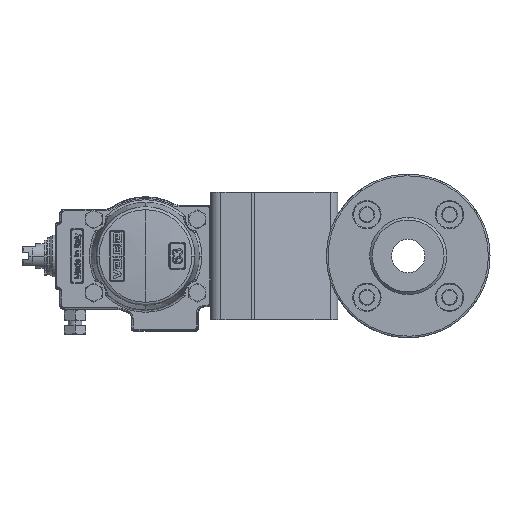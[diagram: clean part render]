
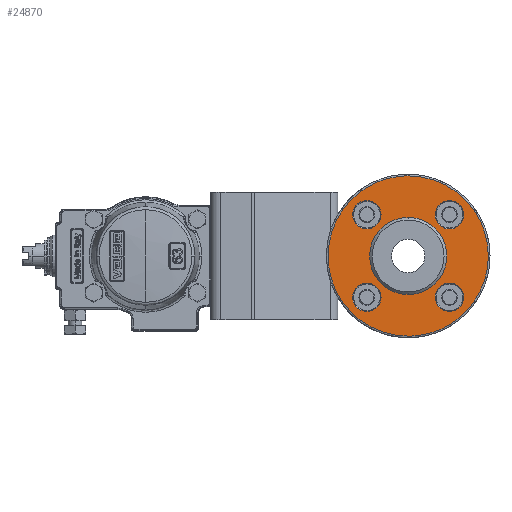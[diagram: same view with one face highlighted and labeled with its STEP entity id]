
A CAD part, left-side view. The second image highlights one B-rep face of the part: STEP entity #24870.
In plain terms, the highlighted planar face has unit normal (-1, 0, 0).
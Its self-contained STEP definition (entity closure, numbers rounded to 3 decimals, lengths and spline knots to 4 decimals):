
#700 = CARTESIAN_POINT ( 'NONE',  ( -2.3976, 3.7795, -1.8898 ) ) ;
#1123 = CARTESIAN_POINT ( 'NONE',  ( -2.3976, -0.9744, 0.9744 ) ) ;
#1732 = CARTESIAN_POINT ( 'NONE',  ( -2.3976, -0.9744, 1.309 ) ) ;
#1844 = CIRCLE ( 'NONE', #69265, 0.3346 ) ;
#2424 = ORIENTED_EDGE ( 'NONE', *, *, #109479, .F. ) ;
#3264 = DIRECTION ( 'NONE',  ( 0., 0., 1. ) ) ;
#4054 = DIRECTION ( 'NONE',  ( -1., 0., 0. ) ) ;
#5602 = DIRECTION ( 'NONE',  ( 0., 0., 1. ) ) ;
#5906 = AXIS2_PLACEMENT_3D ( 'NONE', #21275, #84475, #30353 ) ;
#7230 = DIRECTION ( 'NONE',  ( 0., 0., -1. ) ) ;
#7800 = EDGE_LOOP ( 'NONE', ( #2424, #99620 ) ) ;
#10002 = EDGE_CURVE ( 'NONE', #18124, #18873, #91556, .T. ) ;
#10218 = DIRECTION ( 'NONE',  ( 0., 0., 1. ) ) ;
#10654 = VERTEX_POINT ( 'NONE', #1732 ) ;
#11100 = CARTESIAN_POINT ( 'NONE',  ( -2.3976, 0., -1.8898 ) ) ;
#11531 = CARTESIAN_POINT ( 'NONE',  ( -2.3976, 0., 0. ) ) ;
#12522 = DIRECTION ( 'NONE',  ( 1., 0., 0. ) ) ;
#14490 = EDGE_CURVE ( 'NONE', #71507, #86035, #44533, .T. ) ;
#16349 = CIRCLE ( 'NONE', #33303, 0.3346 ) ;
#18124 = VERTEX_POINT ( 'NONE', #98895 ) ;
#18873 = VERTEX_POINT ( 'NONE', #73717 ) ;
#20320 = EDGE_CURVE ( 'NONE', #50378, #71918, #32335, .T. ) ;
#20608 = DIRECTION ( 'NONE',  ( 0., 0., -1. ) ) ;
#21275 = CARTESIAN_POINT ( 'NONE',  ( -2.3976, 0.9744, 0.9744 ) ) ;
#23406 = VERTEX_POINT ( 'NONE', #63500 ) ;
#24870 = ADVANCED_FACE ( 'NONE', ( #35985, #62864, #81248, #57239, #33140, #105261 ), #66645, .F. ) ;
#25010 = EDGE_LOOP ( 'NONE', ( #44150, #41650 ) ) ;
#26208 = AXIS2_PLACEMENT_3D ( 'NONE', #107727, #53654, #116738 ) ;
#26660 = CARTESIAN_POINT ( 'NONE',  ( -2.3976, 0.9744, -1.309 ) ) ;
#27524 = CARTESIAN_POINT ( 'NONE',  ( -2.3976, 0.9744, 0.9744 ) ) ;
#27935 = CARTESIAN_POINT ( 'NONE',  ( -2.3976, 0., -1.8898 ) ) ;
#28055 = CARTESIAN_POINT ( 'NONE',  ( -2.3976, 0.9744, -0.6397 ) ) ;
#28820 = EDGE_CURVE ( 'NONE', #55778, #42955, #108999, .T. ) ;
#30117 = DIRECTION ( 'NONE',  ( -1., 0., 0. ) ) ;
#30353 = DIRECTION ( 'NONE',  ( 0., 0., 1. ) ) ;
#30373 = CARTESIAN_POINT ( 'NONE',  ( -2.3976, -3.7795, -1.8898 ) ) ;
#31007 = CIRCLE ( 'NONE', #26208, 0.3346 ) ;
#32292 = ORIENTED_EDGE ( 'NONE', *, *, #48821, .F. ) ;
#32335 = CIRCLE ( 'NONE', #99159, 0.3346 ) ;
#33140 = FACE_BOUND ( 'NONE', #64279, .T. ) ;
#33303 = AXIS2_PLACEMENT_3D ( 'NONE', #27524, #90759, #36610 ) ;
#35985 = FACE_BOUND ( 'NONE', #25010, .T. ) ;
#36610 = DIRECTION ( 'NONE',  ( 0., 0., 1. ) ) ;
#37018 = CARTESIAN_POINT ( 'NONE',  ( -2.3976, 3.7795, 1.8898 ) ) ;
#37891 = ORIENTED_EDGE ( 'NONE', *, *, #14490, .F. ) ;
#39047 = CARTESIAN_POINT ( 'NONE',  ( -2.3976, -3.7795, 1.8898 ) ) ;
#39162 =( BOUNDED_CURVE ( )  B_SPLINE_CURVE ( 3, ( #75424, #39047, #30373, #93594 ),
 .UNSPECIFIED., .F., .F. ) 
 B_SPLINE_CURVE_WITH_KNOTS ( ( 4, 4 ),
 ( 0., 1. ),
 .UNSPECIFIED. ) 
 CURVE ( )  GEOMETRIC_REPRESENTATION_ITEM ( )  RATIONAL_B_SPLINE_CURVE ( ( 0.957, 0.319, 0.319, 0.957 ) ) 
 REPRESENTATION_ITEM ( '' )  );
#40424 = EDGE_LOOP ( 'NONE', ( #37891, #77458 ) ) ;
#41650 = ORIENTED_EDGE ( 'NONE', *, *, #44725, .F. ) ;
#42955 = VERTEX_POINT ( 'NONE', #86279 ) ;
#44150 = ORIENTED_EDGE ( 'NONE', *, *, #10002, .F. ) ;
#44533 = CIRCLE ( 'NONE', #98822, 0.3346 ) ;
#44725 = EDGE_CURVE ( 'NONE', #18873, #18124, #93183, .T. ) ;
#45890 = ORIENTED_EDGE ( 'NONE', *, *, #28820, .F. ) ;
#47880 = AXIS2_PLACEMENT_3D ( 'NONE', #58175, #4054, #67217 ) ;
#48478 = CARTESIAN_POINT ( 'NONE',  ( -2.3976, 0.9744, 1.309 ) ) ;
#48821 = EDGE_CURVE ( 'NONE', #68151, #23406, #103581, .T. ) ;
#50378 = VERTEX_POINT ( 'NONE', #26660 ) ;
#53654 = DIRECTION ( 'NONE',  ( -1., 0., 0. ) ) ;
#55778 = VERTEX_POINT ( 'NONE', #48478 ) ;
#57239 = FACE_BOUND ( 'NONE', #40424, .T. ) ;
#57379 = DIRECTION ( 'NONE',  ( -1., 0., 0. ) ) ;
#58175 = CARTESIAN_POINT ( 'NONE',  ( -2.3976, 0.9744, -0.9744 ) ) ;
#59724 = DIRECTION ( 'NONE',  ( -1., 0., 0. ) ) ;
#60109 = EDGE_CURVE ( 'NONE', #79214, #10654, #1844, .T. ) ;
#61051 = EDGE_CURVE ( 'NONE', #10654, #79214, #107703, .T. ) ;
#61365 = DIRECTION ( 'NONE',  ( -1., 0., 0. ) ) ;
#62495 = AXIS2_PLACEMENT_3D ( 'NONE', #111450, #57379, #3264 ) ;
#62864 = FACE_BOUND ( 'NONE', #64381, .T. ) ;
#63500 = CARTESIAN_POINT ( 'NONE',  ( -2.3976, 0., 1.8898 ) ) ;
#64279 = EDGE_LOOP ( 'NONE', ( #82521, #97056 ) ) ;
#64310 = DIRECTION ( 'NONE',  ( -1., 0., 0. ) ) ;
#64381 = EDGE_LOOP ( 'NONE', ( #45890, #78624 ) ) ;
#66645 = PLANE ( 'NONE',  #69238 ) ;
#67217 = DIRECTION ( 'NONE',  ( 0., 0., 1. ) ) ;
#68151 = VERTEX_POINT ( 'NONE', #11100 ) ;
#68175 = CARTESIAN_POINT ( 'NONE',  ( -2.3976, -0.9744, 0.6397 ) ) ;
#69238 = AXIS2_PLACEMENT_3D ( 'NONE', #102604, #12522, #75730 ) ;
#69265 = AXIS2_PLACEMENT_3D ( 'NONE', #1123, #64310, #10218 ) ;
#71507 = VERTEX_POINT ( 'NONE', #95687 ) ;
#71918 = VERTEX_POINT ( 'NONE', #28055 ) ;
#73717 = CARTESIAN_POINT ( 'NONE',  ( -2.3976, 0., 0.9094 ) ) ;
#74590 = ORIENTED_EDGE ( 'NONE', *, *, #99646, .F. ) ;
#74737 = DIRECTION ( 'NONE',  ( -1., 0., 0. ) ) ;
#75424 = CARTESIAN_POINT ( 'NONE',  ( -2.3976, 0., 1.8898 ) ) ;
#75730 = DIRECTION ( 'NONE',  ( 0., 0., -1. ) ) ;
#77458 = ORIENTED_EDGE ( 'NONE', *, *, #102708, .F. ) ;
#78624 = ORIENTED_EDGE ( 'NONE', *, *, #94746, .F. ) ;
#79214 = VERTEX_POINT ( 'NONE', #68175 ) ;
#81248 = FACE_BOUND ( 'NONE', #7800, .T. ) ;
#82521 = ORIENTED_EDGE ( 'NONE', *, *, #61051, .F. ) ;
#84230 = CARTESIAN_POINT ( 'NONE',  ( -2.3976, 0.9744, -0.9744 ) ) ;
#84475 = DIRECTION ( 'NONE',  ( -1., 0., 0. ) ) ;
#86035 = VERTEX_POINT ( 'NONE', #103497 ) ;
#86279 = CARTESIAN_POINT ( 'NONE',  ( -2.3976, 0.9744, 0.6397 ) ) ;
#87941 = AXIS2_PLACEMENT_3D ( 'NONE', #11531, #74737, #20608 ) ;
#89938 = EDGE_LOOP ( 'NONE', ( #32292, #74590 ) ) ;
#90759 = DIRECTION ( 'NONE',  ( -1., 0., 0. ) ) ;
#91184 = AXIS2_PLACEMENT_3D ( 'NONE', #115390, #61365, #7230 ) ;
#91556 = CIRCLE ( 'NONE', #91184, 0.9094 ) ;
#93183 = CIRCLE ( 'NONE', #87941, 0.9094 ) ;
#93344 = DIRECTION ( 'NONE',  ( 0., 0., 1. ) ) ;
#93594 = CARTESIAN_POINT ( 'NONE',  ( -2.3976, 0., -1.8898 ) ) ;
#94746 = EDGE_CURVE ( 'NONE', #42955, #55778, #16349, .T. ) ;
#95687 = CARTESIAN_POINT ( 'NONE',  ( -2.3976, -0.9744, -0.6397 ) ) ;
#97056 = ORIENTED_EDGE ( 'NONE', *, *, #60109, .F. ) ;
#98822 = AXIS2_PLACEMENT_3D ( 'NONE', #113755, #59724, #5602 ) ;
#98895 = CARTESIAN_POINT ( 'NONE',  ( -2.3976, 0., -0.9094 ) ) ;
#99159 = AXIS2_PLACEMENT_3D ( 'NONE', #84230, #30117, #93344 ) ;
#99620 = ORIENTED_EDGE ( 'NONE', *, *, #20320, .F. ) ;
#99646 = EDGE_CURVE ( 'NONE', #23406, #68151, #39162, .T. ) ;
#100248 = CARTESIAN_POINT ( 'NONE',  ( -2.3976, 0., 1.8898 ) ) ;
#102245 = CIRCLE ( 'NONE', #47880, 0.3346 ) ;
#102604 = CARTESIAN_POINT ( 'NONE',  ( -2.3976, -1.9124, 1.9124 ) ) ;
#102708 = EDGE_CURVE ( 'NONE', #86035, #71507, #31007, .T. ) ;
#103497 = CARTESIAN_POINT ( 'NONE',  ( -2.3976, -0.9744, -1.309 ) ) ;
#103581 =( BOUNDED_CURVE ( )  B_SPLINE_CURVE ( 3, ( #27935, #700, #37018, #100248 ),
 .UNSPECIFIED., .F., .F. ) 
 B_SPLINE_CURVE_WITH_KNOTS ( ( 4, 4 ),
 ( 0., 1. ),
 .UNSPECIFIED. ) 
 CURVE ( )  GEOMETRIC_REPRESENTATION_ITEM ( )  RATIONAL_B_SPLINE_CURVE ( ( 0.957, 0.319, 0.319, 0.957 ) ) 
 REPRESENTATION_ITEM ( '' )  );
#105261 = FACE_OUTER_BOUND ( 'NONE', #89938, .T. ) ;
#107703 = CIRCLE ( 'NONE', #62495, 0.3346 ) ;
#107727 = CARTESIAN_POINT ( 'NONE',  ( -2.3976, -0.9744, -0.9744 ) ) ;
#108999 = CIRCLE ( 'NONE', #5906, 0.3346 ) ;
#109479 = EDGE_CURVE ( 'NONE', #71918, #50378, #102245, .T. ) ;
#111450 = CARTESIAN_POINT ( 'NONE',  ( -2.3976, -0.9744, 0.9744 ) ) ;
#113755 = CARTESIAN_POINT ( 'NONE',  ( -2.3976, -0.9744, -0.9744 ) ) ;
#115390 = CARTESIAN_POINT ( 'NONE',  ( -2.3976, 0., 0. ) ) ;
#116738 = DIRECTION ( 'NONE',  ( 0., 0., 1. ) ) ;
